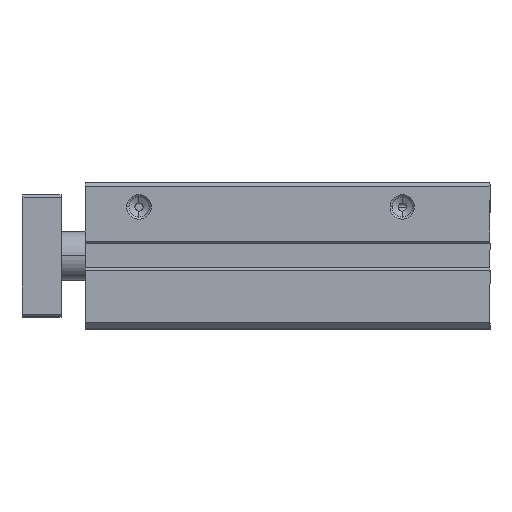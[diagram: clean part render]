
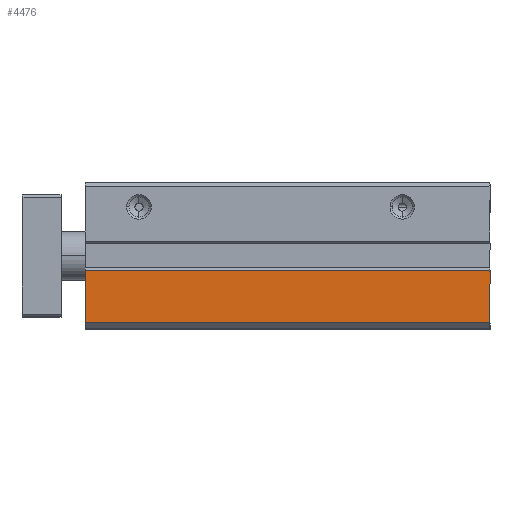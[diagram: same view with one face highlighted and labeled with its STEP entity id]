
A CAD part, top view. The second image highlights one B-rep face of the part: STEP entity #4476.
In plain terms, the highlighted planar face has unit normal (0, 0, 1).
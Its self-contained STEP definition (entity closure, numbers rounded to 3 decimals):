
#275 = CARTESIAN_POINT ( 'NONE',  ( 0., -3., 32. ) ) ;
#445 = CARTESIAN_POINT ( 'NONE',  ( 0., -13.7, 32. ) ) ;
#617 = CARTESIAN_POINT ( 'NONE',  ( 83., -13.7, 32. ) ) ;
#672 = EDGE_LOOP ( 'NONE', ( #10157, #11923, #2350, #11737 ) ) ;
#1658 = LINE ( 'NONE', #445, #12310 ) ;
#1986 = CARTESIAN_POINT ( 'NONE',  ( 0., -13.7, 32. ) ) ;
#2350 = ORIENTED_EDGE ( 'NONE', *, *, #2722, .F. ) ;
#2722 = EDGE_CURVE ( 'NONE', #7775, #12076, #10684, .T. ) ;
#3111 = VECTOR ( 'NONE', #7550, 1000. ) ;
#3560 = CARTESIAN_POINT ( 'NONE',  ( 0., -13.7, 32. ) ) ;
#3629 = LINE ( 'NONE', #9347, #3111 ) ;
#3810 = DIRECTION ( 'NONE',  ( 0., -1., 0. ) ) ;
#3877 = CARTESIAN_POINT ( 'NONE',  ( 83., 0., 32. ) ) ;
#4030 = DIRECTION ( 'NONE',  ( 1., 0., 0. ) ) ;
#4347 = DIRECTION ( 'NONE',  ( 0., -1., 0. ) ) ;
#4476 = ADVANCED_FACE ( 'NONE', ( #4883 ), #6870, .T. ) ;
#4623 = VECTOR ( 'NONE', #3810, 1000. ) ;
#4883 = FACE_OUTER_BOUND ( 'NONE', #672, .T. ) ;
#5432 = VECTOR ( 'NONE', #4030, 1000. ) ;
#5813 = VERTEX_POINT ( 'NONE', #275 ) ;
#6367 = EDGE_CURVE ( 'NONE', #5813, #6767, #1658, .T. ) ;
#6767 = VERTEX_POINT ( 'NONE', #3560 ) ;
#6870 = PLANE ( 'NONE',  #7355 ) ;
#7007 = DIRECTION ( 'NONE',  ( 0., 0., 1. ) ) ;
#7355 = AXIS2_PLACEMENT_3D ( 'NONE', #11763, #7007, #10017 ) ;
#7550 = DIRECTION ( 'NONE',  ( -1., 0., 0. ) ) ;
#7775 = VERTEX_POINT ( 'NONE', #8189 ) ;
#7995 = EDGE_CURVE ( 'NONE', #7775, #5813, #3629, .T. ) ;
#8189 = CARTESIAN_POINT ( 'NONE',  ( 83., -3., 32. ) ) ;
#9347 = CARTESIAN_POINT ( 'NONE',  ( 0., -3., 32. ) ) ;
#9756 = LINE ( 'NONE', #1986, #5432 ) ;
#10017 = DIRECTION ( 'NONE',  ( 1., 0., 0. ) ) ;
#10145 = EDGE_CURVE ( 'NONE', #6767, #12076, #9756, .T. ) ;
#10157 = ORIENTED_EDGE ( 'NONE', *, *, #6367, .T. ) ;
#10684 = LINE ( 'NONE', #3877, #4623 ) ;
#11737 = ORIENTED_EDGE ( 'NONE', *, *, #7995, .T. ) ;
#11763 = CARTESIAN_POINT ( 'NONE',  ( 0., -13.7, 32. ) ) ;
#11923 = ORIENTED_EDGE ( 'NONE', *, *, #10145, .T. ) ;
#12076 = VERTEX_POINT ( 'NONE', #617 ) ;
#12310 = VECTOR ( 'NONE', #4347, 1000. ) ;
